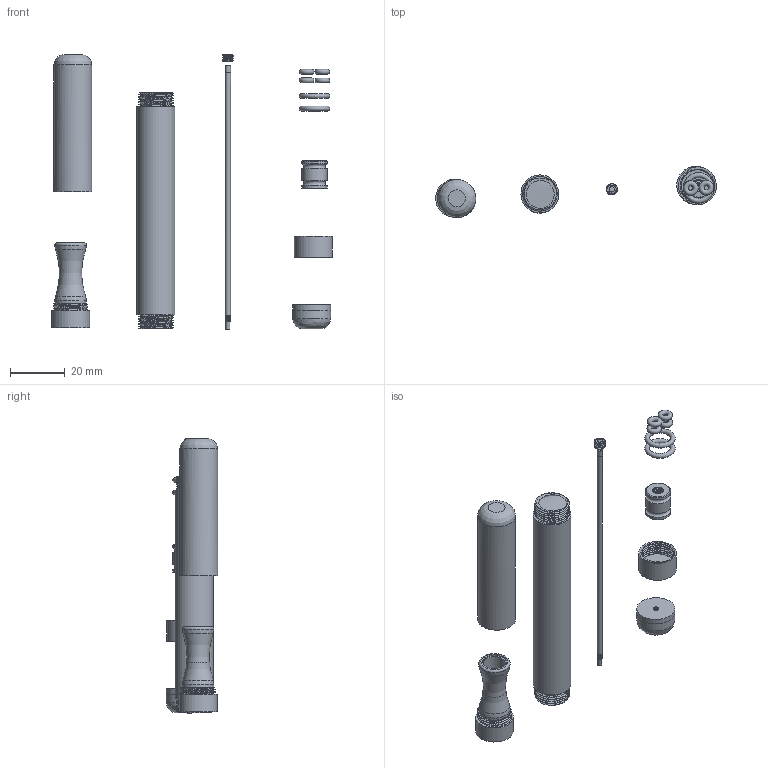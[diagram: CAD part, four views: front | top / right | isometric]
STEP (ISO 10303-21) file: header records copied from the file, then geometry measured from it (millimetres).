
FILE_DESCRIPTION(/* description */ (''),/* implementation_level */ '2;1');
FILE_NAME(/* name */ 'Pen2.0 v65.step',/* time_stamp */ '2019-04-26T10:12:06-07:00',/* author */ ('tombolger'),/* organization */ (''),/* preprocessor_version */ 'ST-DEVELOPER v18',/* originating_system */ 'Autodesk Translation Framework v8.2.0.1029',/* authorisation */ '');
FILE_SCHEMA (('AUTOMOTIVE_DESIGN { 1 0 10303 214 3 1 1 }'));
Length unit declared in the file: millimetre
Products named in the file (14): Pen2.0; Section; Barrel; End; Rod; Piston; Cap (1); Knob; Rear piston gasket; Front piston gasket; Ink Cut Off; Piston front interior gasket; piston rear interior gasket; End Gasket
Assembly tree (13 placements, depth 2):
  Pen2.0
    Section
    Barrel
    End
    Rod
    Piston
    Cap (1)
    Knob
    Rear piston gasket
    Front piston gasket
    Ink Cut Off
    Piston front interior gasket
    piston rear interior gasket
    End Gasket
Bounding box: 102.76 x 18.78 x 100.65 mm (x, y, z)
Volume: 12209.5 mm3; surface area: 17311.8 mm2
Topology: 17 solids, 17 shells, 229 faces, 582 edges, 386 vertices
Faces by surface type: cylinder 151, plane 35, bspline 26, torus 16, cone 1
Full cylindrical faces by diameter (mm): 1.123 x1, 1.433 x1, 1.478 x4, 1.623 x5, 1.933 x7, 2.042 x1, 2.074 x5, 2.5 x2, 3.198 x4, 3.416 x5, 3.429 x1, 4.067 x2, 4.166 x4, 7 x1, 7.45 x1, 8 x1, 8.7 x1, 9.169 x3, 10.16 x1, 11.517 x2, 11.59 x6, 11.618 x9, 11.793 x5, 11.824 x9, 12.591 x6, 12.619 x9, 12.7 x13, 13.875 x6
Entity records: 19470 total; most frequent: CARTESIAN_POINT 13909, ORIENTED_EDGE 1162, DIRECTION 938, EDGE_CURVE 581, AXIS2_PLACEMENT_3D 403, VERTEX_POINT 386, B_SPLINE_CURVE_WITH_KNOTS 276, EDGE_LOOP 253
